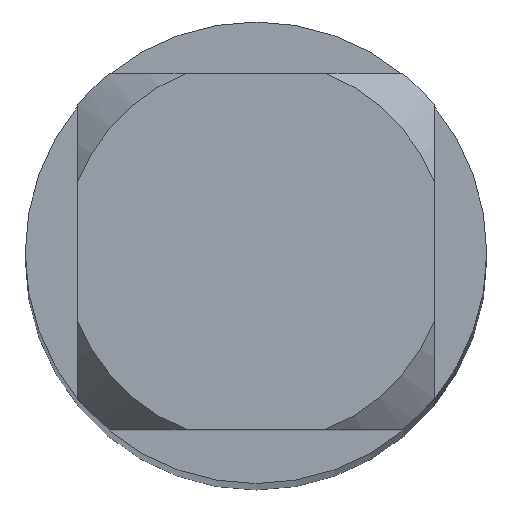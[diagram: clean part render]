
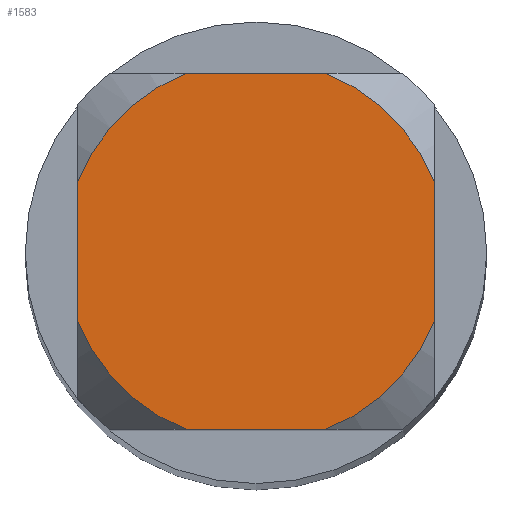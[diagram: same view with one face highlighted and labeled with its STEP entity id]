
A CAD part, top view. The second image highlights one B-rep face of the part: STEP entity #1583.
In plain terms, the highlighted planar face has unit normal (0, 0, 1).
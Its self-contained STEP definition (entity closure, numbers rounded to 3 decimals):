
#1583=ADVANCED_FACE('',(#4393),#4394,.T.);
#1697=VERTEX_POINT('',#4518);
#1713=VERTEX_POINT('',#4535);
#1955=VERTEX_POINT('',#4796);
#2607=EDGE_CURVE('',#1955,#2765,#5497,.T.);
#2623=VERTEX_POINT('',#5513);
#2765=VERTEX_POINT('',#5669);
#2827=EDGE_CURVE('',#1697,#2623,#5739,.T.);
#2911=EDGE_CURVE('',#3555,#4009,#5825,.T.);
#2999=EDGE_CURVE('',#3287,#4009,#5918,.T.);
#3287=VERTEX_POINT('',#6233);
#3305=EDGE_CURVE('',#3555,#2765,#6255,.T.);
#3437=EDGE_CURVE('',#1955,#2623,#6396,.T.);
#3555=VERTEX_POINT('',#6526);
#3857=EDGE_CURVE('',#1697,#1713,#6860,.T.);
#4009=VERTEX_POINT('',#7030);
#4041=EDGE_CURVE('',#3287,#1713,#7063,.T.);
#4393=FACE_OUTER_BOUND('',#7804,.T.);
#4394=PLANE('',#7805);
#4518=CARTESIAN_POINT('',(1.35,-0.529,0.0));
#4535=CARTESIAN_POINT('',(0.529,-1.35,0.0));
#4796=CARTESIAN_POINT('',(0.529,1.35,0.0));
#5497=LINE('',#10863,#10864);
#5513=CARTESIAN_POINT('',(1.35,0.529,0.0));
#5669=CARTESIAN_POINT('',(-0.529,1.35,0.0));
#5739=LINE('',#11394,#11395);
#5825=LINE('',#11673,#11674);
#5918=CIRCLE('',#11993,1.45);
#6233=CARTESIAN_POINT('',(-0.529,-1.35,0.0));
#6255=CIRCLE('',#12780,1.45);
#6396=CIRCLE('',#13114,1.45);
#6526=CARTESIAN_POINT('',(-1.35,0.529,0.0));
#6860=CIRCLE('',#14192,1.45);
#7030=CARTESIAN_POINT('',(-1.35,-0.529,0.0));
#7063=LINE('',#14668,#14669);
#7804=EDGE_LOOP('',(#15482,#15483,#15484,#15485,#15486,#15487,#15488,#15489));
#7805=AXIS2_PLACEMENT_3D('',#15490,#15491,#15492);
#10863=CARTESIAN_POINT('',(0.0,1.35,0.0));
#10864=VECTOR('',#16633,1.0);
#11394=CARTESIAN_POINT('',(1.35,0.363,0.0));
#11395=VECTOR('',#16886,1.0);
#11673=CARTESIAN_POINT('',(-1.35,0.363,0.0));
#11674=VECTOR('',#16931,1.0);
#11993=AXIS2_PLACEMENT_3D('',#17011,#17012,#17013);
#12780=AXIS2_PLACEMENT_3D('',#17386,#17387,#17388);
#13114=AXIS2_PLACEMENT_3D('',#17526,#17527,#17528);
#14192=AXIS2_PLACEMENT_3D('',#18050,#18051,#18052);
#14668=CARTESIAN_POINT('',(0.0,-1.35,0.0));
#14669=VECTOR('',#18272,1.0);
#15482=ORIENTED_EDGE('',*,*,#2911,.T.);
#15483=ORIENTED_EDGE('',*,*,#2999,.F.);
#15484=ORIENTED_EDGE('',*,*,#4041,.T.);
#15485=ORIENTED_EDGE('',*,*,#3857,.F.);
#15486=ORIENTED_EDGE('',*,*,#2827,.T.);
#15487=ORIENTED_EDGE('',*,*,#3437,.F.);
#15488=ORIENTED_EDGE('',*,*,#2607,.T.);
#15489=ORIENTED_EDGE('',*,*,#3305,.F.);
#15490=CARTESIAN_POINT('',(0.0,0.725,0.0));
#15491=DIRECTION('',(-0.0,0.0,1.0));
#15492=DIRECTION('',(0.0,-1.0,0.0));
#16633=DIRECTION('',(-1.0,0.0,0.0));
#16886=DIRECTION('',(-0.0,1.0,0.0));
#16931=DIRECTION('',(-0.0,-1.0,0.0));
#17011=CARTESIAN_POINT('',(0.0,0.0,0.0));
#17012=DIRECTION('',(0.0,0.0,-1.0));
#17013=DIRECTION('',(0.0,1.0,0.0));
#17386=CARTESIAN_POINT('',(0.0,0.0,0.0));
#17387=DIRECTION('',(0.0,0.0,-1.0));
#17388=DIRECTION('',(0.0,1.0,0.0));
#17526=CARTESIAN_POINT('',(0.0,0.0,0.0));
#17527=DIRECTION('',(0.0,0.0,-1.0));
#17528=DIRECTION('',(0.0,1.0,0.0));
#18050=CARTESIAN_POINT('',(0.0,0.0,0.0));
#18051=DIRECTION('',(0.0,0.0,-1.0));
#18052=DIRECTION('',(0.0,1.0,0.0));
#18272=DIRECTION('',(1.0,0.0,0.0));
